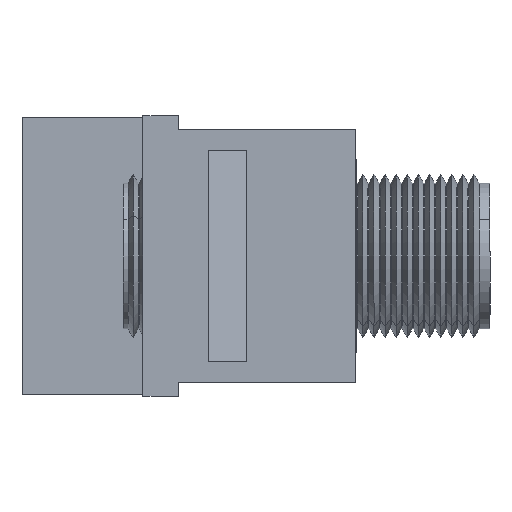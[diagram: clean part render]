
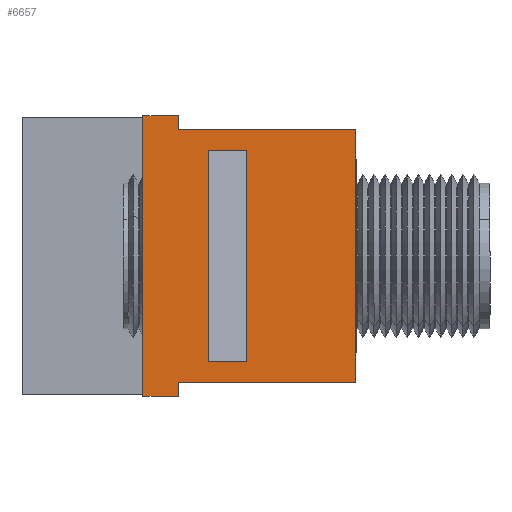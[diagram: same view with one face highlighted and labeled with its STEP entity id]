
A CAD part, front view. The second image highlights one B-rep face of the part: STEP entity #6657.
In plain terms, the highlighted planar face has unit normal (0, -1, 0).
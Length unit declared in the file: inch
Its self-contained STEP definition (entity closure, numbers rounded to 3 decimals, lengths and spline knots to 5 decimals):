
#2316 = VECTOR ( 'NONE', #2471, 39.37008 ) ;
#2317 = CARTESIAN_POINT ( 'NONE',  ( -0.39, -0.319, 0.284 ) ) ;
#2319 = CARTESIAN_POINT ( 'NONE',  ( -0.39, -0.319, -0.316 ) ) ;
#2320 = DIRECTION ( 'NONE',  ( 0., 0., 1. ) ) ;
#2321 = VECTOR ( 'NONE', #2320, 39.37008 ) ;
#2322 = CARTESIAN_POINT ( 'NONE',  ( -0.31, -0.319, -0.284 ) ) ;
#2324 = LINE ( 'NONE', #2322, #2321 ) ;
#2325 = DIRECTION ( 'NONE',  ( -1., 0., 0. ) ) ;
#2326 = VECTOR ( 'NONE', #2325, 39.37008 ) ;
#2327 = CARTESIAN_POINT ( 'NONE',  ( -0.156, -0.319, -0.238 ) ) ;
#2328 = DIRECTION ( 'NONE',  ( 1., 0., 0. ) ) ;
#2329 = VECTOR ( 'NONE', #2328, 39.37008 ) ;
#2391 = DIRECTION ( 'NONE',  ( 0., 0., -1. ) ) ;
#2392 = VECTOR ( 'NONE', #2391, 39.37008 ) ;
#2393 = CARTESIAN_POINT ( 'NONE',  ( -0.156, -0.319, 0.238 ) ) ;
#2394 = LINE ( 'NONE', #2393, #2392 ) ;
#2395 = LINE ( 'NONE', #2396, #2329 ) ;
#2396 = CARTESIAN_POINT ( 'NONE',  ( -0.39, -0.319, -0.316 ) ) ;
#2397 = LINE ( 'NONE', #2327, #2326 ) ;
#2398 = LINE ( 'NONE', #2317, #2316 ) ;
#2399 = DIRECTION ( 'NONE',  ( 0., 0., -1. ) ) ;
#2400 = VECTOR ( 'NONE', #2399, 39.37008 ) ;
#2401 = CARTESIAN_POINT ( 'NONE',  ( -0.242, -0.319, 0.238 ) ) ;
#2402 = LINE ( 'NONE', #2401, #2400 ) ;
#2403 = CARTESIAN_POINT ( 'NONE',  ( 0.088, -0.319, 0.284 ) ) ;
#2404 = DIRECTION ( 'NONE',  ( -1., 0., 0. ) ) ;
#2405 = VECTOR ( 'NONE', #2404, 39.37008 ) ;
#2406 = CARTESIAN_POINT ( 'NONE',  ( -0.156, -0.319, 0.238 ) ) ;
#2408 = CARTESIAN_POINT ( 'NONE',  ( -0.156, -0.319, 0.238 ) ) ;
#2409 = LINE ( 'NONE', #2408, #2405 ) ;
#2453 = CARTESIAN_POINT ( 'NONE',  ( -0.242, -0.319, -0.238 ) ) ;
#2456 = CARTESIAN_POINT ( 'NONE',  ( -0.39, -0.319, 0.284 ) ) ;
#2457 = LINE ( 'NONE', #2456, #2499 ) ;
#2462 = CARTESIAN_POINT ( 'NONE',  ( -0.31, -0.319, -0.316 ) ) ;
#2471 = DIRECTION ( 'NONE',  ( 1., 0., 0. ) ) ;
#2480 = CARTESIAN_POINT ( 'NONE',  ( -0.242, -0.319, 0.238 ) ) ;
#2492 = CARTESIAN_POINT ( 'NONE',  ( -0.39, -0.319, 0.316 ) ) ;
#2497 = CARTESIAN_POINT ( 'NONE',  ( -0.31, -0.319, -0.284 ) ) ;
#2498 = DIRECTION ( 'NONE',  ( 0., 0., -1. ) ) ;
#2499 = VECTOR ( 'NONE', #2498, 39.37008 ) ;
#2509 = FACE_OUTER_BOUND ( 'NONE', #6557, .T. ) ;
#2510 = CARTESIAN_POINT ( 'NONE',  ( -0.31, -0.319, 0.284 ) ) ;
#2513 = CARTESIAN_POINT ( 'NONE',  ( -0.39, -0.319, -0.284 ) ) ;
#2514 = LINE ( 'NONE', #2513, #2687 ) ;
#2516 = PLANE ( 'NONE',  #2527 ) ;
#2527 = AXIS2_PLACEMENT_3D ( 'NONE', #2688, #2674, #2673 ) ;
#2585 = CARTESIAN_POINT ( 'NONE',  ( -0.31, -0.319, 0.316 ) ) ;
#2673 = DIRECTION ( 'NONE',  ( -1., 0., 0. ) ) ;
#2674 = DIRECTION ( 'NONE',  ( 0., 1., 0. ) ) ;
#2677 = CARTESIAN_POINT ( 'NONE',  ( -0.156, -0.319, -0.238 ) ) ;
#2679 = DIRECTION ( 'NONE',  ( 0., 0., -1. ) ) ;
#2680 = VECTOR ( 'NONE', #2679, 39.37008 ) ;
#2681 = CARTESIAN_POINT ( 'NONE',  ( 0.088, -0.319, 0.284 ) ) ;
#2682 = LINE ( 'NONE', #2681, #2680 ) ;
#2683 = FACE_BOUND ( 'NONE', #6678, .T. ) ;
#2685 = CARTESIAN_POINT ( 'NONE',  ( 0.088, -0.319, -0.284 ) ) ;
#2686 = DIRECTION ( 'NONE',  ( 1., 0., 0. ) ) ;
#2687 = VECTOR ( 'NONE', #2686, 39.37008 ) ;
#2688 = CARTESIAN_POINT ( 'NONE',  ( -0.39, -0.319, 0.284 ) ) ;
#4269 = DIRECTION ( 'NONE',  ( 0., 0., 1. ) ) ;
#4270 = VECTOR ( 'NONE', #4269, 39.37008 ) ;
#4271 = CARTESIAN_POINT ( 'NONE',  ( -0.31, -0.319, 0.284 ) ) ;
#4272 = LINE ( 'NONE', #4271, #4270 ) ;
#4284 = DIRECTION ( 'NONE',  ( -1., 0., 0. ) ) ;
#4285 = VECTOR ( 'NONE', #4284, 39.37008 ) ;
#4286 = CARTESIAN_POINT ( 'NONE',  ( -0.39, -0.319, 0.316 ) ) ;
#4287 = LINE ( 'NONE', #4286, #4285 ) ;
#6537 = ORIENTED_EDGE ( 'NONE', *, *, #6539, .F. ) ;
#6538 = EDGE_CURVE ( 'NONE', #6540, #6561, #2409, .T. ) ;
#6539 = EDGE_CURVE ( 'NONE', #6561, #6577, #2402, .T. ) ;
#6540 = VERTEX_POINT ( 'NONE', #2406 ) ;
#6541 = VERTEX_POINT ( 'NONE', #2403 ) ;
#6542 = ORIENTED_EDGE ( 'NONE', *, *, #6543, .T. ) ;
#6543 = EDGE_CURVE ( 'NONE', #6540, #6658, #2394, .T. ) ;
#6544 = EDGE_CURVE ( 'NONE', #6567, #6563, #2395, .T. ) ;
#6545 = EDGE_CURVE ( 'NONE', #6658, #6577, #2397, .T. ) ;
#6546 = EDGE_CURVE ( 'NONE', #6563, #6578, #2324, .T. ) ;
#6547 = ORIENTED_EDGE ( 'NONE', *, *, #6545, .T. ) ;
#6557 = EDGE_LOOP ( 'NONE', ( #6655, #6571, #6650, #6652, #6649, #6565, #6741, #7602 ) ) ;
#6558 = EDGE_CURVE ( 'NONE', #6648, #6541, #2398, .T. ) ;
#6561 = VERTEX_POINT ( 'NONE', #2480 ) ;
#6563 = VERTEX_POINT ( 'NONE', #2462 ) ;
#6565 = ORIENTED_EDGE ( 'NONE', *, *, #6558, .F. ) ;
#6567 = VERTEX_POINT ( 'NONE', #2319 ) ;
#6571 = ORIENTED_EDGE ( 'NONE', *, *, #6544, .T. ) ;
#6574 = EDGE_CURVE ( 'NONE', #6579, #6567, #2457, .T. ) ;
#6575 = ORIENTED_EDGE ( 'NONE', *, *, #6538, .F. ) ;
#6577 = VERTEX_POINT ( 'NONE', #2453 ) ;
#6578 = VERTEX_POINT ( 'NONE', #2497 ) ;
#6579 = VERTEX_POINT ( 'NONE', #2492 ) ;
#6648 = VERTEX_POINT ( 'NONE', #2510 ) ;
#6649 = ORIENTED_EDGE ( 'NONE', *, *, #6653, .F. ) ;
#6650 = ORIENTED_EDGE ( 'NONE', *, *, #6546, .T. ) ;
#6651 = EDGE_CURVE ( 'NONE', #6578, #6654, #2514, .T. ) ;
#6652 = ORIENTED_EDGE ( 'NONE', *, *, #6651, .T. ) ;
#6653 = EDGE_CURVE ( 'NONE', #6541, #6654, #2682, .T. ) ;
#6654 = VERTEX_POINT ( 'NONE', #2685 ) ;
#6655 = ORIENTED_EDGE ( 'NONE', *, *, #6574, .T. ) ;
#6657 = ADVANCED_FACE ( 'NONE', ( #2683, #2509 ), #2516, .F. ) ;
#6658 = VERTEX_POINT ( 'NONE', #2677 ) ;
#6678 = EDGE_LOOP ( 'NONE', ( #6537, #6575, #6542, #6547 ) ) ;
#6697 = VERTEX_POINT ( 'NONE', #2585 ) ;
#6741 = ORIENTED_EDGE ( 'NONE', *, *, #7609, .T. ) ;
#7602 = ORIENTED_EDGE ( 'NONE', *, *, #7605, .T. ) ;
#7605 = EDGE_CURVE ( 'NONE', #6697, #6579, #4287, .T. ) ;
#7609 = EDGE_CURVE ( 'NONE', #6648, #6697, #4272, .T. ) ;
